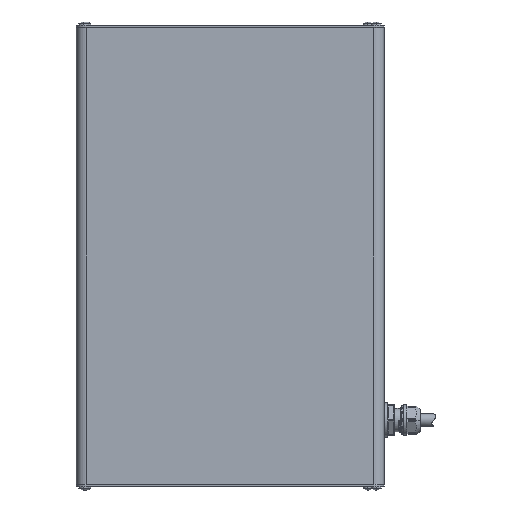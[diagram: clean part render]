
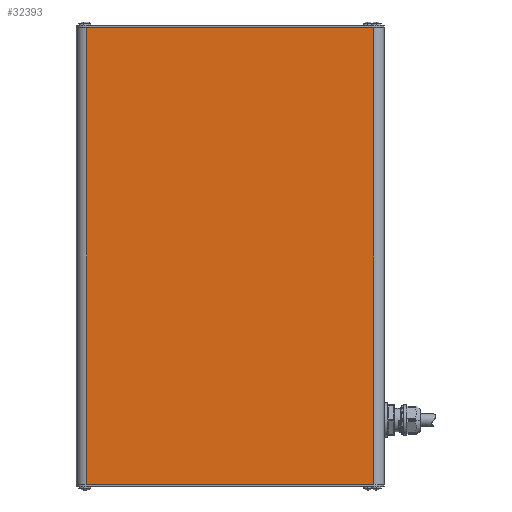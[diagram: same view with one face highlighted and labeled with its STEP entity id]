
A CAD part, front view. The second image highlights one B-rep face of the part: STEP entity #32393.
In plain terms, the highlighted planar face has unit normal (0, -1, 0).
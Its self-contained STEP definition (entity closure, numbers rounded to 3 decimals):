
#671 = LINE ( 'NONE', #28543, #3175 ) ;
#1888 = ORIENTED_EDGE ( 'NONE', *, *, #21442, .T. ) ;
#2475 = DIRECTION ( 'NONE',  ( 0., 0., -1. ) ) ;
#3175 = VECTOR ( 'NONE', #23200, 1000. ) ;
#3951 = EDGE_CURVE ( 'NONE', #23812, #24023, #20339, .T. ) ;
#6217 = CARTESIAN_POINT ( 'NONE',  ( 112., 0., 178. ) ) ;
#6219 = VERTEX_POINT ( 'NONE', #12663 ) ;
#6539 = VECTOR ( 'NONE', #2475, 1000. ) ;
#6803 = DIRECTION ( 'NONE',  ( 0., 1., 0. ) ) ;
#7547 = CARTESIAN_POINT ( 'NONE',  ( -112., 0., 500. ) ) ;
#8242 = ORIENTED_EDGE ( 'NONE', *, *, #30158, .F. ) ;
#12127 = PLANE ( 'NONE',  #15530 ) ;
#12337 = CARTESIAN_POINT ( 'NONE',  ( 112., 0., -178. ) ) ;
#12663 = CARTESIAN_POINT ( 'NONE',  ( -112., 0., 178. ) ) ;
#15530 = AXIS2_PLACEMENT_3D ( 'NONE', #19338, #6803, #26998 ) ;
#15915 = LINE ( 'NONE', #27703, #27121 ) ;
#19338 = CARTESIAN_POINT ( 'NONE',  ( 98.2, 0., 500. ) ) ;
#19834 = CARTESIAN_POINT ( 'NONE',  ( 112., 0., 500. ) ) ;
#19912 = LINE ( 'NONE', #7547, #23086 ) ;
#19964 = CARTESIAN_POINT ( 'NONE',  ( -112., 0., -178. ) ) ;
#20188 = VERTEX_POINT ( 'NONE', #19964 ) ;
#20339 = LINE ( 'NONE', #19834, #6539 ) ;
#20575 = DIRECTION ( 'NONE',  ( 0., 0., -1. ) ) ;
#21442 = EDGE_CURVE ( 'NONE', #6219, #20188, #19912, .T. ) ;
#23086 = VECTOR ( 'NONE', #20575, 1000. ) ;
#23200 = DIRECTION ( 'NONE',  ( -1., 0., 0. ) ) ;
#23812 = VERTEX_POINT ( 'NONE', #6217 ) ;
#24023 = VERTEX_POINT ( 'NONE', #12337 ) ;
#25022 = DIRECTION ( 'NONE',  ( 1., 0., 0. ) ) ;
#26675 = FACE_OUTER_BOUND ( 'NONE', #27882, .T. ) ;
#26998 = DIRECTION ( 'NONE',  ( -1., 0., 0. ) ) ;
#27121 = VECTOR ( 'NONE', #25022, 1000. ) ;
#27703 = CARTESIAN_POINT ( 'NONE',  ( 120., 0., 178. ) ) ;
#27882 = EDGE_LOOP ( 'NONE', ( #1888, #8242, #32526, #28414 ) ) ;
#28414 = ORIENTED_EDGE ( 'NONE', *, *, #29947, .F. ) ;
#28543 = CARTESIAN_POINT ( 'NONE',  ( 120., 0., -178. ) ) ;
#29947 = EDGE_CURVE ( 'NONE', #6219, #23812, #15915, .T. ) ;
#30158 = EDGE_CURVE ( 'NONE', #24023, #20188, #671, .T. ) ;
#32393 = ADVANCED_FACE ( 'NONE', ( #26675 ), #12127, .F. ) ;
#32526 = ORIENTED_EDGE ( 'NONE', *, *, #3951, .F. ) ;
